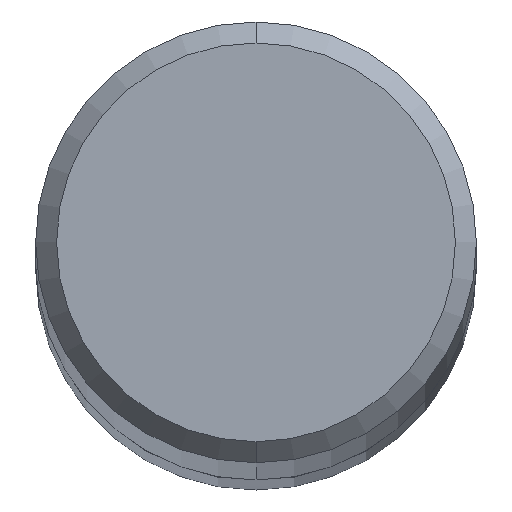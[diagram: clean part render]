
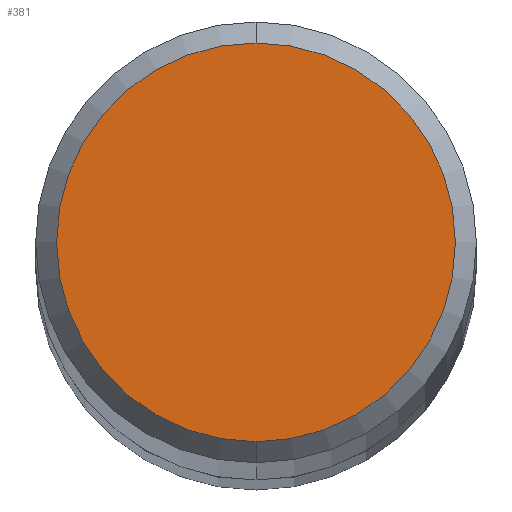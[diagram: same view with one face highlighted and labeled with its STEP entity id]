
A CAD part, top view. The second image highlights one B-rep face of the part: STEP entity #381.
In plain terms, the highlighted planar face has unit normal (0, 0, 1).
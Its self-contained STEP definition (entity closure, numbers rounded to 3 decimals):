
#187=VERTEX_POINT('',#466);
#213=VERTEX_POINT('',#494);
#377=EDGE_CURVE('',#187,#213,#675,.T.);
#381=ADVANCED_FACE('',(#679),#680,.T.);
#413=EDGE_CURVE('',#213,#187,#714,.T.);
#466=CARTESIAN_POINT('',(0.0,0.95,0.0));
#494=CARTESIAN_POINT('',(0.,-0.95,0.0));
#675=CIRCLE('',#1229,0.95);
#679=FACE_OUTER_BOUND('',#1234,.T.);
#680=PLANE('',#1235);
#714=CIRCLE('',#1307,0.95);
#1229=AXIS2_PLACEMENT_3D('',#1577,#1578,#1579);
#1234=EDGE_LOOP('',(#1584,#1585));
#1235=AXIS2_PLACEMENT_3D('',#1586,#1587,#1588);
#1307=AXIS2_PLACEMENT_3D('',#1621,#1622,#1623);
#1577=CARTESIAN_POINT('',(0.0,0.0,0.0));
#1578=DIRECTION('',(0.0,0.0,-1.0));
#1579=DIRECTION('',(0.0,1.0,0.0));
#1584=ORIENTED_EDGE('',*,*,#377,.F.);
#1585=ORIENTED_EDGE('',*,*,#413,.F.);
#1586=CARTESIAN_POINT('',(0.0,0.475,0.0));
#1587=DIRECTION('',(-0.0,0.0,1.0));
#1588=DIRECTION('',(0.0,-1.0,0.0));
#1621=CARTESIAN_POINT('',(0.0,0.0,0.0));
#1622=DIRECTION('',(0.0,0.0,-1.0));
#1623=DIRECTION('',(0.0,1.0,0.0));
